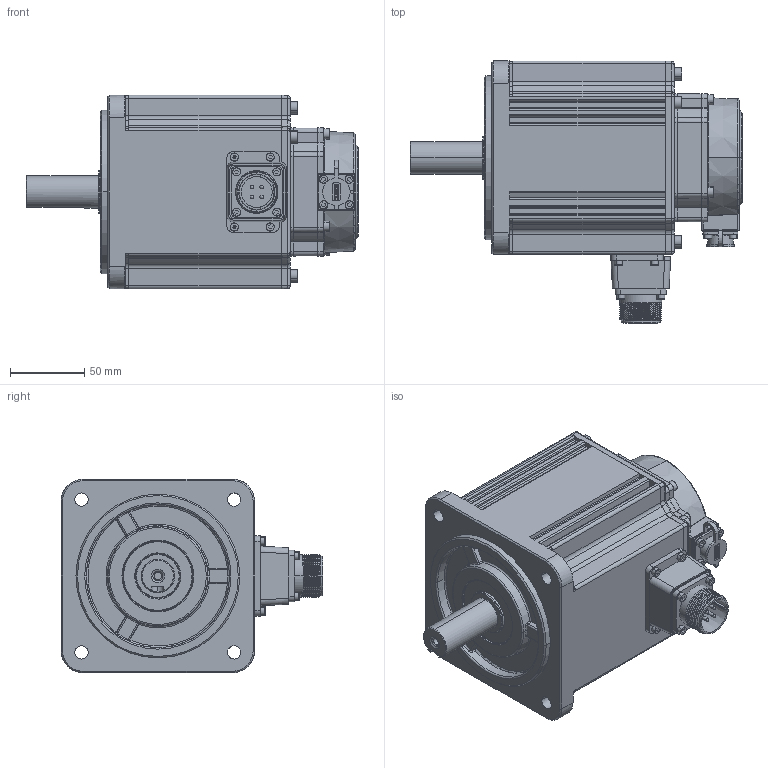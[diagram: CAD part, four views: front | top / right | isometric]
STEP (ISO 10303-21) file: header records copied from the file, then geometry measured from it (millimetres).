
FILE_DESCRIPTION (( 'STEP AP203' ), '1' );
FILE_NAME ('MS6G-130TL15B2-21P5.STEP', '2023-03-06T05:41:48', ( '' ), ( '' ), 'SwSTEP 2.0', 'SolidWorks 2016', '' );
FILE_SCHEMA (( 'CONFIG_CONTROL_DESIGN' ));
Length unit declared in the file: millimetre
Products named in the file (1): MS6G-130TL15B2-21P5
Bounding box: 223 x 175.9 x 130 mm (x, y, z)
Surface area: 148310.2 mm2 (no closed solid volume)
Topology: 0 solids, 37 shells, 902 faces, 3052 edges, 2150 vertices
Faces by surface type: plane 383, cylinder 298, torus 88, bspline 70, cone 63
Entity records: 47018 total; most frequent: CARTESIAN_POINT 21819, ORIENTED_EDGE 5087, DIRECTION 4896, EDGE_CURVE 3035, VERTEX_POINT 2150, AXIS2_PLACEMENT_3D 1755, LINE 1386, VECTOR 1386
